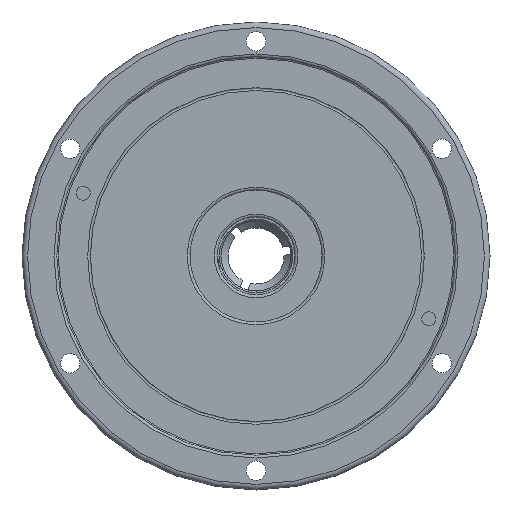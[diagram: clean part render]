
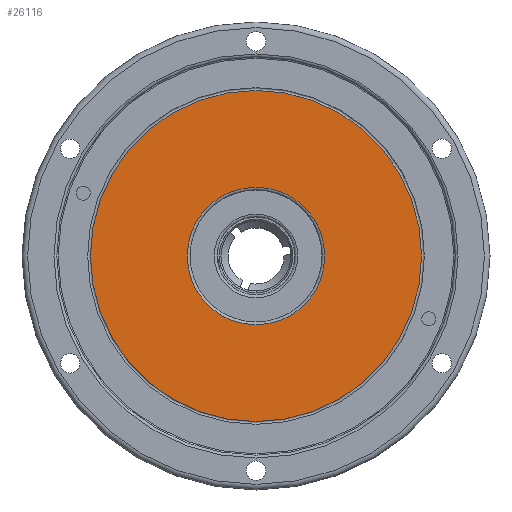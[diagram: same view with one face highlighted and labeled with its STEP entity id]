
A CAD part, front view. The second image highlights one B-rep face of the part: STEP entity #26116.
In plain terms, the highlighted planar face has unit normal (0, -1, 0).
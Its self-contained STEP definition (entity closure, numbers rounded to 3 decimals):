
#1542 = VERTEX_POINT ( 'NONE', #23380 ) ;
#1934 = CIRCLE ( 'NONE', #32844, 59. ) ;
#2542 = EDGE_CURVE ( 'NONE', #2813, #2813, #1934, .T. ) ;
#2813 = VERTEX_POINT ( 'NONE', #7636 ) ;
#3459 = ORIENTED_EDGE ( 'NONE', *, *, #17263, .T. ) ;
#6336 = DIRECTION ( 'NONE',  ( 0., 0., 1. ) ) ;
#6531 = ORIENTED_EDGE ( 'NONE', *, *, #2542, .T. ) ;
#7636 = CARTESIAN_POINT ( 'NONE',  ( -52.242, -23.632, -59. ) ) ;
#9332 = DIRECTION ( 'NONE',  ( 0., 1., 0. ) ) ;
#9703 = DIRECTION ( 'NONE',  ( 0., 0., 1. ) ) ;
#11835 = FACE_OUTER_BOUND ( 'NONE', #32522, .T. ) ;
#13211 = EDGE_LOOP ( 'NONE', ( #3459 ) ) ;
#14489 = CARTESIAN_POINT ( 'NONE',  ( -52.242, -23.632, 0. ) ) ;
#15073 = FACE_BOUND ( 'NONE', #13211, .T. ) ;
#16911 = CARTESIAN_POINT ( 'NONE',  ( -52.242, -23.632, 0. ) ) ;
#16949 = AXIS2_PLACEMENT_3D ( 'NONE', #16911, #25294, #6336 ) ;
#17263 = EDGE_CURVE ( 'NONE', #1542, #1542, #26667, .T. ) ;
#22473 = AXIS2_PLACEMENT_3D ( 'NONE', #29055, #9332, #9703 ) ;
#22735 = DIRECTION ( 'NONE',  ( 0., -1., 0. ) ) ;
#23380 = CARTESIAN_POINT ( 'NONE',  ( -52.242, -23.632, 24.5 ) ) ;
#25294 = DIRECTION ( 'NONE',  ( 0., 1., 0. ) ) ;
#25988 = PLANE ( 'NONE',  #22473 ) ;
#26116 = ADVANCED_FACE ( 'NONE', ( #15073, #11835 ), #25988, .F. ) ;
#26667 = CIRCLE ( 'NONE', #16949, 24.5 ) ;
#28104 = DIRECTION ( 'NONE',  ( 0., 0., -1. ) ) ;
#29055 = CARTESIAN_POINT ( 'NONE',  ( -111.242, -23.632, 0. ) ) ;
#32522 = EDGE_LOOP ( 'NONE', ( #6531 ) ) ;
#32844 = AXIS2_PLACEMENT_3D ( 'NONE', #14489, #22735, #28104 ) ;
